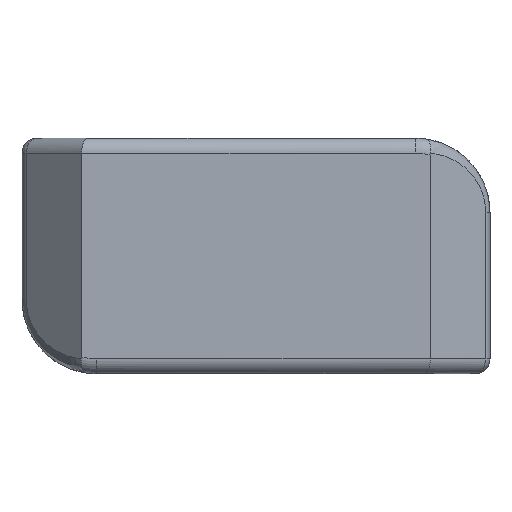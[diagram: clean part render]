
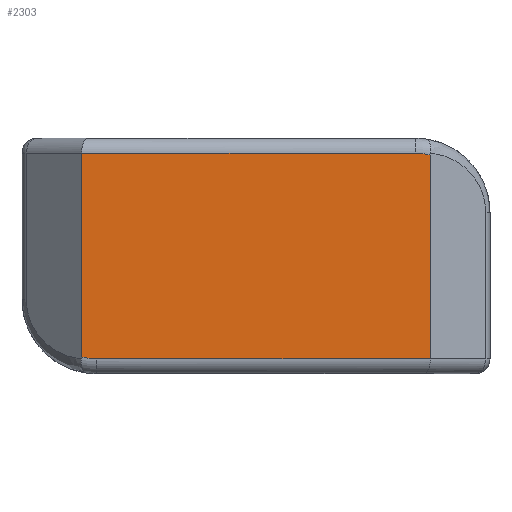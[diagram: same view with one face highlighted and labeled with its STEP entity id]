
A CAD part, front view. The second image highlights one B-rep face of the part: STEP entity #2303.
In plain terms, the highlighted planar face has unit normal (0, -1, 0).
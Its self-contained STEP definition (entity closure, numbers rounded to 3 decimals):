
#32 = FACE_OUTER_BOUND ( 'NONE', #819, .T. ) ;
#56 = ORIENTED_EDGE ( 'NONE', *, *, #1934, .T. ) ;
#91 = CARTESIAN_POINT ( 'NONE',  ( -5.85, 0., 3.45 ) ) ;
#153 = VERTEX_POINT ( 'NONE', #2493 ) ;
#204 = EDGE_CURVE ( 'NONE', #2664, #153, #2692, .T. ) ;
#265 = CIRCLE ( 'NONE', #2669, 2. ) ;
#287 = VECTOR ( 'NONE', #2263, 1000. ) ;
#391 = EDGE_CURVE ( 'NONE', #153, #2382, #548, .T. ) ;
#488 = ORIENTED_EDGE ( 'NONE', *, *, #2579, .T. ) ;
#548 = CIRCLE ( 'NONE', #2078, 2. ) ;
#605 = CARTESIAN_POINT ( 'NONE',  ( 5.35, 0., 1.45 ) ) ;
#659 = CARTESIAN_POINT ( 'NONE',  ( 0., 0., 0. ) ) ;
#715 = EDGE_CURVE ( 'NONE', #2488, #2399, #1189, .T. ) ;
#819 = EDGE_LOOP ( 'NONE', ( #1876, #1851, #56, #1374, #1120, #488 ) ) ;
#840 = DIRECTION ( 'NONE',  ( 0., 0., -1. ) ) ;
#846 = DIRECTION ( 'NONE',  ( 1., 0., 0. ) ) ;
#1009 = VERTEX_POINT ( 'NONE', #1393 ) ;
#1120 = ORIENTED_EDGE ( 'NONE', *, *, #2589, .T. ) ;
#1158 = CARTESIAN_POINT ( 'NONE',  ( 5.35, 0., 3.45 ) ) ;
#1189 = LINE ( 'NONE', #1832, #287 ) ;
#1271 = LINE ( 'NONE', #1896, #2165 ) ;
#1273 = CARTESIAN_POINT ( 'NONE',  ( 5.85, 0., 1.45 ) ) ;
#1363 = VECTOR ( 'NONE', #846, 1000. ) ;
#1374 = ORIENTED_EDGE ( 'NONE', *, *, #715, .T. ) ;
#1393 = CARTESIAN_POINT ( 'NONE',  ( -5.35, 0., -3.45 ) ) ;
#1433 = CARTESIAN_POINT ( 'NONE',  ( 5.85, 0., -3.45 ) ) ;
#1678 = CARTESIAN_POINT ( 'NONE',  ( -5.35, 0., -1.45 ) ) ;
#1724 = CARTESIAN_POINT ( 'NONE',  ( -5.85, 0., -3.386 ) ) ;
#1832 = CARTESIAN_POINT ( 'NONE',  ( -5.85, 0., -1.45 ) ) ;
#1851 = ORIENTED_EDGE ( 'NONE', *, *, #391, .T. ) ;
#1876 = ORIENTED_EDGE ( 'NONE', *, *, #204, .T. ) ;
#1896 = CARTESIAN_POINT ( 'NONE',  ( -5.85, 0., 3.45 ) ) ;
#1934 = EDGE_CURVE ( 'NONE', #2382, #2488, #1271, .T. ) ;
#1948 = VECTOR ( 'NONE', #2710, 1000. ) ;
#1951 = CARTESIAN_POINT ( 'NONE',  ( 5.85, 0., -3.45 ) ) ;
#2078 = AXIS2_PLACEMENT_3D ( 'NONE', #605, #2685, #2277 ) ;
#2091 = DIRECTION ( 'NONE',  ( 0., 0., -1. ) ) ;
#2141 = DIRECTION ( 'NONE',  ( 0., -1., 0. ) ) ;
#2165 = VECTOR ( 'NONE', #2531, 1000. ) ;
#2228 = AXIS2_PLACEMENT_3D ( 'NONE', #659, #2141, #840 ) ;
#2263 = DIRECTION ( 'NONE',  ( 0., 0., -1. ) ) ;
#2277 = DIRECTION ( 'NONE',  ( 0., 0., -1. ) ) ;
#2282 = DIRECTION ( 'NONE',  ( 0., -1., 0. ) ) ;
#2303 = ADVANCED_FACE ( 'NONE', ( #32 ), #2526, .T. ) ;
#2382 = VERTEX_POINT ( 'NONE', #1158 ) ;
#2399 = VERTEX_POINT ( 'NONE', #1724 ) ;
#2488 = VERTEX_POINT ( 'NONE', #91 ) ;
#2490 = LINE ( 'NONE', #1433, #1363 ) ;
#2493 = CARTESIAN_POINT ( 'NONE',  ( 5.85, 0., 3.386 ) ) ;
#2526 = PLANE ( 'NONE',  #2228 ) ;
#2531 = DIRECTION ( 'NONE',  ( -1., 0., 0. ) ) ;
#2579 = EDGE_CURVE ( 'NONE', #1009, #2664, #2490, .T. ) ;
#2589 = EDGE_CURVE ( 'NONE', #2399, #1009, #265, .T. ) ;
#2664 = VERTEX_POINT ( 'NONE', #1951 ) ;
#2669 = AXIS2_PLACEMENT_3D ( 'NONE', #1678, #2282, #2091 ) ;
#2685 = DIRECTION ( 'NONE',  ( 0., -1., 0. ) ) ;
#2692 = LINE ( 'NONE', #1273, #1948 ) ;
#2710 = DIRECTION ( 'NONE',  ( 0., 0., 1. ) ) ;
